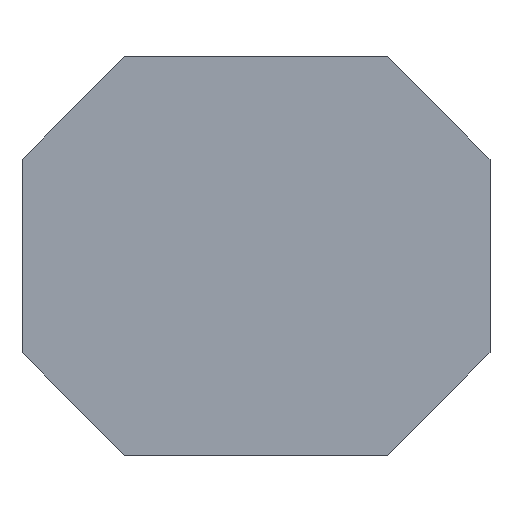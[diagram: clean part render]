
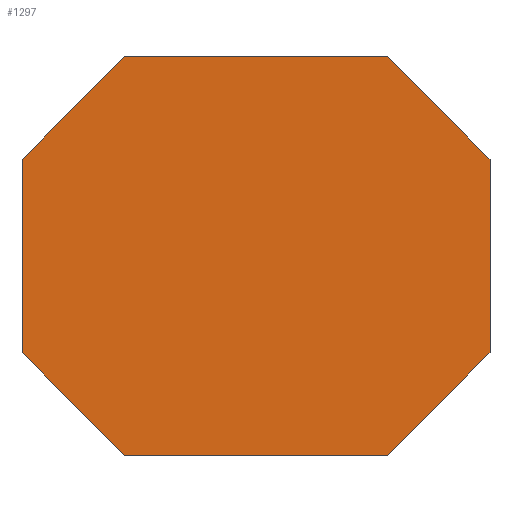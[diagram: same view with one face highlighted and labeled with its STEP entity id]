
A CAD part, front view. The second image highlights one B-rep face of the part: STEP entity #1297.
In plain terms, the highlighted planar face has unit normal (0, -1, 0).
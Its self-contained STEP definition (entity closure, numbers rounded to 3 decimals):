
#169=FACE_OUTER_BOUND('',#243,.T.);
#243=EDGE_LOOP('',(#1096,#1097,#1098,#1099,#1100,#1101,#1102,#1103));
#324=LINE('',#2913,#440);
#327=LINE('',#2919,#443);
#330=LINE('',#2925,#446);
#334=LINE('',#2934,#450);
#337=LINE('',#2940,#453);
#340=LINE('',#2946,#456);
#342=LINE('',#2949,#458);
#343=LINE('',#2950,#459);
#440=VECTOR('',#1518,10.);
#443=VECTOR('',#1523,10.);
#446=VECTOR('',#1528,10.);
#450=VECTOR('',#1534,10.);
#453=VECTOR('',#1539,10.);
#456=VECTOR('',#1544,10.);
#458=VECTOR('',#1548,10.);
#459=VECTOR('',#1549,10.);
#591=VERTEX_POINT('',#2910);
#592=VERTEX_POINT('',#2912);
#594=VERTEX_POINT('',#2918);
#596=VERTEX_POINT('',#2924);
#599=VERTEX_POINT('',#2931);
#600=VERTEX_POINT('',#2933);
#602=VERTEX_POINT('',#2939);
#604=VERTEX_POINT('',#2945);
#756=EDGE_CURVE('',#592,#591,#324,.T.);
#759=EDGE_CURVE('',#594,#592,#327,.T.);
#762=EDGE_CURVE('',#596,#594,#330,.T.);
#766=EDGE_CURVE('',#600,#599,#334,.T.);
#769=EDGE_CURVE('',#602,#600,#337,.T.);
#772=EDGE_CURVE('',#604,#602,#340,.T.);
#774=EDGE_CURVE('',#591,#604,#342,.T.);
#775=EDGE_CURVE('',#599,#596,#343,.T.);
#1096=ORIENTED_EDGE('',*,*,#774,.T.);
#1097=ORIENTED_EDGE('',*,*,#772,.T.);
#1098=ORIENTED_EDGE('',*,*,#769,.T.);
#1099=ORIENTED_EDGE('',*,*,#766,.T.);
#1100=ORIENTED_EDGE('',*,*,#775,.T.);
#1101=ORIENTED_EDGE('',*,*,#762,.T.);
#1102=ORIENTED_EDGE('',*,*,#759,.T.);
#1103=ORIENTED_EDGE('',*,*,#756,.T.);
#1224=PLANE('',#1363);
#1297=ADVANCED_FACE('',(#169),#1224,.T.);
#1363=AXIS2_PLACEMENT_3D('',#2948,#1546,#1547);
#1518=DIRECTION('',(-0.707,0.,0.707));
#1523=DIRECTION('',(0.,0.,1.));
#1528=DIRECTION('',(0.707,0.,0.707));
#1534=DIRECTION('',(0.707,0.,-0.707));
#1539=DIRECTION('',(0.,0.,-1.));
#1544=DIRECTION('',(-0.707,0.,-0.707));
#1546=DIRECTION('center_axis',(0.,-1.,0.));
#1547=DIRECTION('ref_axis',(-1.,0.,0.));
#1548=DIRECTION('',(-1.,0.,0.));
#1549=DIRECTION('',(1.,0.,0.));
#2910=CARTESIAN_POINT('',(4.36,-7.,6.6));
#2912=CARTESIAN_POINT('',(7.75,-7.,3.21));
#2913=CARTESIAN_POINT('',(4.514,-7.,6.447));
#2918=CARTESIAN_POINT('',(7.75,-7.,-3.21));
#2919=CARTESIAN_POINT('',(7.75,-7.,1.367));
#2924=CARTESIAN_POINT('',(4.36,-7.,-6.6));
#2925=CARTESIAN_POINT('',(6.447,-7.,-4.514));
#2931=CARTESIAN_POINT('',(-4.36,-7.,-6.6));
#2933=CARTESIAN_POINT('',(-7.75,-7.,-3.21));
#2934=CARTESIAN_POINT('',(-4.514,-7.,-6.447));
#2939=CARTESIAN_POINT('',(-7.75,-7.,3.21));
#2940=CARTESIAN_POINT('',(-7.75,-7.,-1.367));
#2945=CARTESIAN_POINT('',(-4.36,-7.,6.6));
#2946=CARTESIAN_POINT('',(-6.447,-7.,4.514));
#2948=CARTESIAN_POINT('Origin',(0.,-7.,0.));
#2949=CARTESIAN_POINT('',(5.,-7.,6.6));
#2950=CARTESIAN_POINT('',(-5.,-7.,-6.6));
